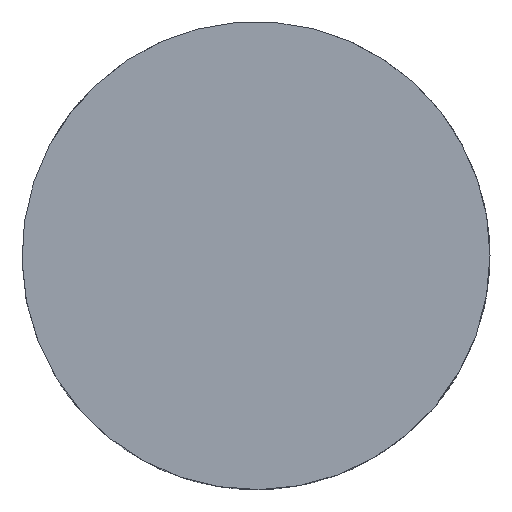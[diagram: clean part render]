
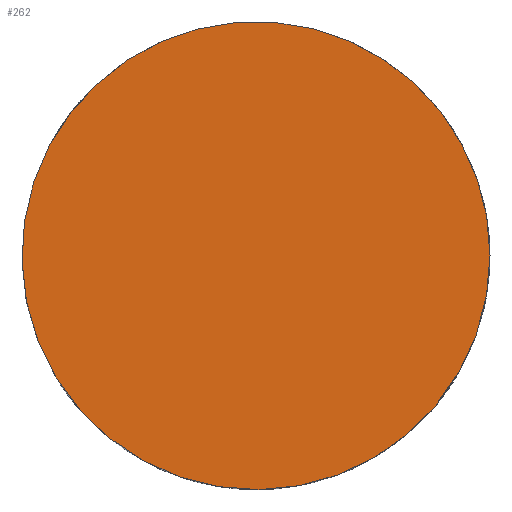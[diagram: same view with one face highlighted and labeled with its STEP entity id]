
A CAD part, top view. The second image highlights one B-rep face of the part: STEP entity #262.
In plain terms, the highlighted planar face has unit normal (0, 0, 1).
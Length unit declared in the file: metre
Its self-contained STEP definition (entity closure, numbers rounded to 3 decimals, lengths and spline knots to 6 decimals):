
#96=ORIENTED_EDGE('',*,*,#167,.T.);
#167=EDGE_CURVE('',#202,#202,#215,.T.);
#202=VERTEX_POINT('',#464);
#215=CIRCLE('',#302,0.007938);
#219=EDGE_LOOP('',(#96));
#235=FACE_BOUND('',#219,.T.);
#249=PLANE('',#303);
#262=ADVANCED_FACE('',(#235),#249,.T.);
#302=AXIS2_PLACEMENT_3D('',#463,#356,#357);
#303=AXIS2_PLACEMENT_3D('',#465,#358,#359);
#356=DIRECTION('',(0.,0.,1.));
#357=DIRECTION('',(1.,0.,0.));
#358=DIRECTION('',(0.,0.,1.));
#359=DIRECTION('',(1.,0.,0.));
#463=CARTESIAN_POINT('',(0.,0.,0.006756));
#464=CARTESIAN_POINT('',(0.007938,0.,0.006756));
#465=CARTESIAN_POINT('',(0.,0.,0.006756));
